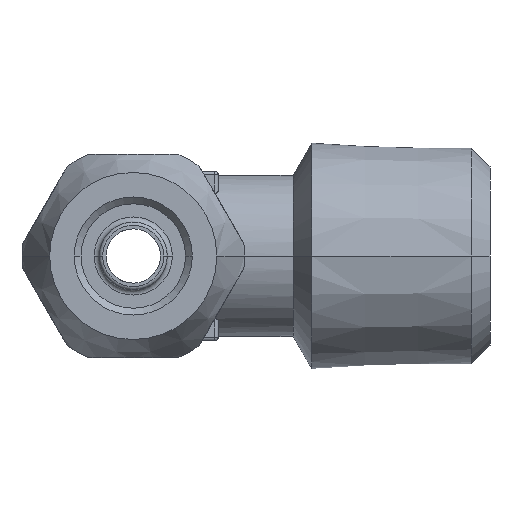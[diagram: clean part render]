
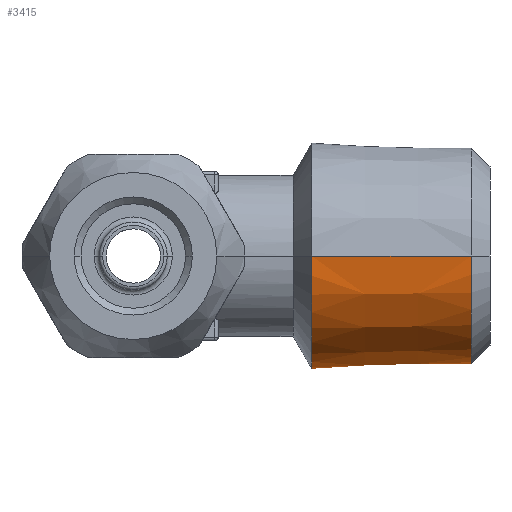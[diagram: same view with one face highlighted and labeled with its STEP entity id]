
A CAD part, left-side view. The second image highlights one B-rep face of the part: STEP entity #3415.
In plain terms, the highlighted conical face has half-angle 1.78 degrees and reference radius 6.494 mm.
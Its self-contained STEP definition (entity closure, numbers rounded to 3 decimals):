
#782=CARTESIAN_POINT('',(0.,-10.503,0.));
#783=DIRECTION('',(0.,-1.,0.));
#784=DIRECTION('',(-1.,0.,0.));
#785=AXIS2_PLACEMENT_3D('',#782,#783,#784);
#800=DIRECTION('',(-0.031,-1.,0.));
#801=VECTOR('',#800,9.401);
#802=CARTESIAN_POINT('',(6.64,-10.503,0.));
#803=LINE('',#802,#801);
#804=DIRECTION('',(0.031,-1.,0.));
#805=VECTOR('',#804,9.401);
#806=CARTESIAN_POINT('',(-6.64,-10.503,0.));
#807=LINE('',#806,#805);
#831=CARTESIAN_POINT('',(0.,-19.9,0.));
#832=DIRECTION('',(0.,1.,0.));
#833=DIRECTION('',(1.,0.,0.));
#834=AXIS2_PLACEMENT_3D('',#831,#832,#833);
#2303=CARTESIAN_POINT('',(6.348,-19.9,0.));
#2305=VERTEX_POINT('',#2303);
#2307=CARTESIAN_POINT('',(-6.348,-19.9,0.));
#2309=VERTEX_POINT('',#2307);
#2311=CARTESIAN_POINT('',(6.64,-10.503,0.));
#2312=CARTESIAN_POINT('',(-6.64,-10.503,0.));
#2313=VERTEX_POINT('',#2311);
#2314=VERTEX_POINT('',#2312);
#3401=CARTESIAN_POINT('',(0.,-15.202,0.));
#3402=DIRECTION('',(0.,1.,0.));
#3403=DIRECTION('',(1.,0.,0.));
#3404=AXIS2_PLACEMENT_3D('',#3401,#3402,#3403);
#3405=CONICAL_SURFACE('',#3404,6.494,1.78);
#3406=ORIENTED_EDGE('',*,*,#3391,.F.);
#3408=ORIENTED_EDGE('',*,*,#3407,.T.);
#3410=ORIENTED_EDGE('',*,*,#3409,.F.);
#3412=ORIENTED_EDGE('',*,*,#3411,.F.);
#3413=EDGE_LOOP('',(#3406,#3408,#3410,#3412));
#3414=FACE_OUTER_BOUND('',#3413,.F.);
#3415=ADVANCED_FACE('',(#3414),#3405,.T.);
#786=CIRCLE('',#785,6.64);
#835=CIRCLE('',#834,6.348);
#3391=EDGE_CURVE('',#2314,#2313,#786,.T.);
#3407=EDGE_CURVE('',#2314,#2309,#807,.T.);
#3409=EDGE_CURVE('',#2305,#2309,#835,.T.);
#3411=EDGE_CURVE('',#2313,#2305,#803,.T.);
